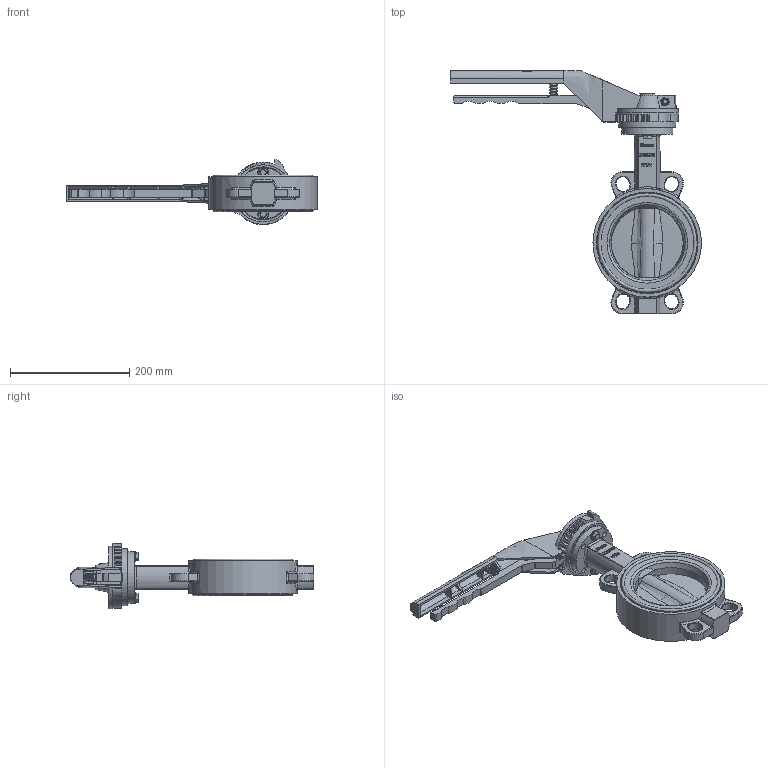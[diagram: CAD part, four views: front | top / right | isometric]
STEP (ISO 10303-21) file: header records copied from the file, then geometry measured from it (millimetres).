
FILE_DESCRIPTION(/* description */ ('1150125'),/* implementation_level */ '2;1');
FILE_NAME(/* name */ '1150125.stp',/* time_stamp */ '2016-07-01T15:20:40+02:00',/* author */ ('jmorand'),/* organization */ ('Sferaco'),/* preprocessor_version */ 'ST-DEVELOPER v16.1',/* originating_system */ 'Autodesk Inventor 2016',/* authorisation */ '');
FILE_SCHEMA (('AUTOMOTIVE_DESIGN { 1 0 10303 214 3 1 1 }'));
Products named in the file (20): CW125; ELAS125; EJE125CDO_Predeterminar; MP125C_Predeterminada; ARSEG150_Predeterminar; ARAN150-1_Predeterminar; BRIDA 105 DN125-200 (441-1124-050-A3-A)___; TORN_EXAG_DIN_933 M8 LONG25_M8; ARM6933_Predeterminar; JT125; JT125 SUPERIOR; MP DN200___; GATILLO MP DN125-200___; M8933 M8_Predeterminar; TM8933 M8_Predeterminar; MUELLEMP330_Predeterminar; TAPON MEDIANO; CHAPAMP125200; MANDO PALANCA DN125-200; 1150125
Assembly tree (21 placements, depth 3):
  1150125
    CW125
    ELAS125
    EJE125CDO_Predeterminar
    MP125C_Predeterminada
    ARSEG150_Predeterminar
    ARAN150-1_Predeterminar
    BRIDA 105 DN125-200 (441-1124-050-A3-A)___
    TORN_EXAG_DIN_933 M8 LONG25_M8  x2
    ARM6933_Predeterminar  x2
    JT125
    JT125 SUPERIOR
    MANDO PALANCA DN125-200
      MP DN200___
      GATILLO MP DN125-200___
      M8933 M8_Predeterminar
      TM8933 M8_Predeterminar
      MUELLEMP330_Predeterminar
      TAPON MEDIANO
      CHAPAMP125200
Bounding box: 421 x 409.28 x 109.6 mm (x, y, z)
Volume: 1579957.8 mm3; surface area: 436166.4 mm2
Topology: 20 solids, 20 shells, 2289 faces, 6038 edges, 3875 vertices
Faces by surface type: plane 1056, cylinder 507, bspline 444, torus 156, cone 113, sphere 13
Full cylindrical faces by diameter (mm): 5 x1, 5.7 x2, 6 x2, 7 x4, 8 x6, 8.5 x2, 9 x10, 12 x1, 13 x2, 13.8 x1, 14.8 x1, 15.5 x2, 16.5 x1, 17.3 x1, 17.5 x1, 17.75 x1, 17.994 x1, 18 x5, 19 x5, 19.1 x1, 20 x2, 24 x1, 25 x1, 38 x1, 55 x1, 55.5 x1, 86.3 x1, 95.7 x1, 139 x2, 139.5 x2
Entity records: 84613 total; most frequent: CARTESIAN_POINT 31088, ORIENTED_EDGE 11618, DIRECTION 10017, EDGE_CURVE 5809, VERTEX_POINT 3808, AXIS2_PLACEMENT_3D 3441, LINE 3135, VECTOR 3135
